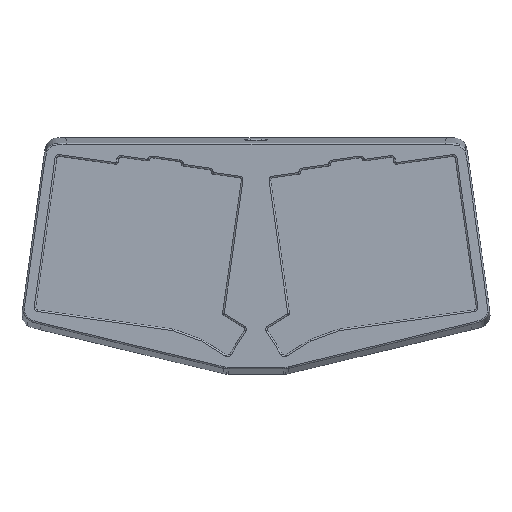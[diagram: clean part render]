
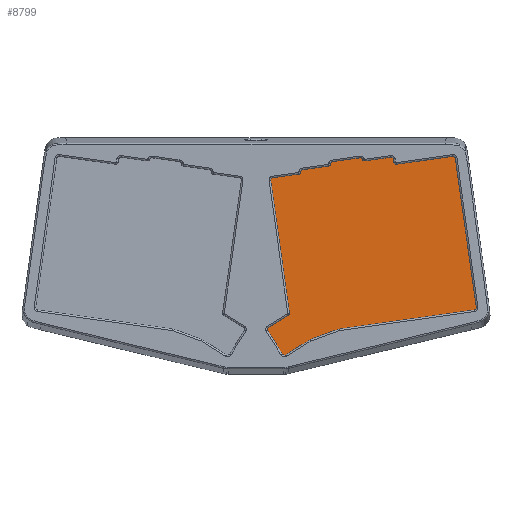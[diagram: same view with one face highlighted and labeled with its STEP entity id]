
A CAD part, top view. The second image highlights one B-rep face of the part: STEP entity #8799.
In plain terms, the highlighted planar face has unit normal (0, 0, 1).
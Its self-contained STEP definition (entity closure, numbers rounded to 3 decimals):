
#211=PLANE('',#9487);
#621=LINE('',#17606,#1148);
#622=LINE('',#17608,#1149);
#623=LINE('',#17610,#1150);
#624=LINE('',#17614,#1151);
#625=LINE('',#17618,#1152);
#626=LINE('',#17620,#1153);
#627=LINE('',#17623,#1154);
#1148=VECTOR('',#11111,10.);
#1149=VECTOR('',#11112,10.);
#1150=VECTOR('',#11113,10.);
#1151=VECTOR('',#11116,10.);
#1152=VECTOR('',#11119,10.);
#1153=VECTOR('',#11120,10.);
#1154=VECTOR('',#11123,10.);
#1822=FACE_OUTER_BOUND('',#2372,.T.);
#2372=EDGE_LOOP('',(#7274,#7275,#7276,#7277,#7278,#7279,#7280,#7281,#7282,
#7283,#7284));
#2872=CIRCLE('',#9485,1.);
#2873=CIRCLE('',#9488,1.3);
#2874=CIRCLE('',#9489,1.3);
#2875=CIRCLE('',#9490,2.);
#3917=VERTEX_POINT('',#17596);
#3918=VERTEX_POINT('',#17597);
#3921=VERTEX_POINT('',#17605);
#3922=VERTEX_POINT('',#17607);
#3923=VERTEX_POINT('',#17609);
#3924=VERTEX_POINT('',#17611);
#3925=VERTEX_POINT('',#17613);
#3926=VERTEX_POINT('',#17615);
#3927=VERTEX_POINT('',#17617);
#3928=VERTEX_POINT('',#17619);
#3929=VERTEX_POINT('',#17621);
#5085=EDGE_CURVE('',#3917,#3918,#2872,.T.);
#5089=EDGE_CURVE('',#3917,#3921,#621,.T.);
#5090=EDGE_CURVE('',#3922,#3921,#622,.T.);
#5091=EDGE_CURVE('',#3922,#3923,#623,.T.);
#5092=EDGE_CURVE('',#3924,#3923,#2873,.T.);
#5093=EDGE_CURVE('',#3924,#3925,#624,.T.);
#5094=EDGE_CURVE('',#3926,#3925,#2874,.T.);
#5095=EDGE_CURVE('',#3926,#3927,#625,.T.);
#5096=EDGE_CURVE('',#3927,#3928,#626,.T.);
#5097=EDGE_CURVE('',#3929,#3928,#2875,.T.);
#5098=EDGE_CURVE('',#3929,#3918,#627,.T.);
#7274=ORIENTED_EDGE('',*,*,#5085,.F.);
#7275=ORIENTED_EDGE('',*,*,#5089,.T.);
#7276=ORIENTED_EDGE('',*,*,#5090,.F.);
#7277=ORIENTED_EDGE('',*,*,#5091,.T.);
#7278=ORIENTED_EDGE('',*,*,#5092,.F.);
#7279=ORIENTED_EDGE('',*,*,#5093,.T.);
#7280=ORIENTED_EDGE('',*,*,#5094,.F.);
#7281=ORIENTED_EDGE('',*,*,#5095,.T.);
#7282=ORIENTED_EDGE('',*,*,#5096,.T.);
#7283=ORIENTED_EDGE('',*,*,#5097,.F.);
#7284=ORIENTED_EDGE('',*,*,#5098,.T.);
#8799=ADVANCED_FACE('',(#1822),#211,.T.);
#9485=AXIS2_PLACEMENT_3D('',#17598,#11103,#11104);
#9487=AXIS2_PLACEMENT_3D('',#17604,#11109,#11110);
#9488=AXIS2_PLACEMENT_3D('',#17612,#11114,#11115);
#9489=AXIS2_PLACEMENT_3D('',#17616,#11117,#11118);
#9490=AXIS2_PLACEMENT_3D('',#17622,#11121,#11122);
#11103=DIRECTION('center_axis',(0.,0.,
-1.));
#11104=DIRECTION('ref_axis',(-0.707,-0.707,0.));
#11109=DIRECTION('center_axis',(0.,0.,
1.));
#11110=DIRECTION('ref_axis',(1.,0.,0.));
#11111=DIRECTION('',(0.,-1.,0.));
#11112=DIRECTION('',(-1.,0.,0.));
#11113=DIRECTION('',(0.972,0.233,0.));
#11114=DIRECTION('center_axis',(0.,0.,
-1.));
#11115=DIRECTION('ref_axis',(0.827,-0.563,0.));
#11116=DIRECTION('',(-0.139,0.99,0.));
#11117=DIRECTION('center_axis',(0.,0.,
-1.));
#11118=DIRECTION('ref_axis',(0.656,0.755,0.));
#11119=DIRECTION('',(-1.,0.,0.));
#11120=DIRECTION('',(0.,-1.,0.));
#11121=DIRECTION('center_axis',(0.,0.,
1.));
#11122=DIRECTION('ref_axis',(-0.707,-0.707,0.));
#11123=DIRECTION('',(-1.,0.,0.));
#17596=CARTESIAN_POINT('',(3.,48.414,-10.83));
#17597=CARTESIAN_POINT('',(4.,49.414,-10.83));
#17598=CARTESIAN_POINT('Origin',(4.,48.414,-10.83));
#17604=CARTESIAN_POINT('Origin',(0.,0.,
-10.83));
#17605=CARTESIAN_POINT('',(3.,-61.957,-10.83));
#17606=CARTESIAN_POINT('',(3.,-3.136,-10.83));
#17607=CARTESIAN_POINT('',(17.415,-61.957,-10.83));
#17608=CARTESIAN_POINT('',(8.708,-61.957,-10.83));
#17609=CARTESIAN_POINT('',(135.738,-33.566,-10.83));
#17610=CARTESIAN_POINT('',(16.21,-62.246,-10.83));
#17611=CARTESIAN_POINT('',(136.722,-32.121,-10.83));
#17612=CARTESIAN_POINT('Origin',(135.435,-32.302,-10.83));
#17613=CARTESIAN_POINT('',(123.658,60.838,-10.83));
#17614=CARTESIAN_POINT('',(133.267,-7.535,-10.83));
#17615=CARTESIAN_POINT('',(122.37,61.957,-10.83));
#17616=CARTESIAN_POINT('Origin',(122.37,60.657,-10.83));
#17617=CARTESIAN_POINT('',(10.,61.957,-10.83));
#17618=CARTESIAN_POINT('',(61.75,61.957,-10.83));
#17619=CARTESIAN_POINT('',(10.,51.414,-10.83));
#17620=CARTESIAN_POINT('',(10.,34.207,-10.83));
#17621=CARTESIAN_POINT('',(8.,49.414,-10.83));
#17622=CARTESIAN_POINT('Origin',(8.,51.414,-10.83));
#17623=CARTESIAN_POINT('',(5.,49.414,-10.83));
